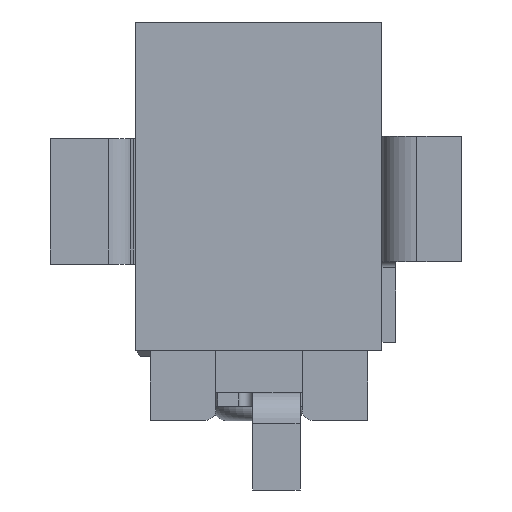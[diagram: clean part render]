
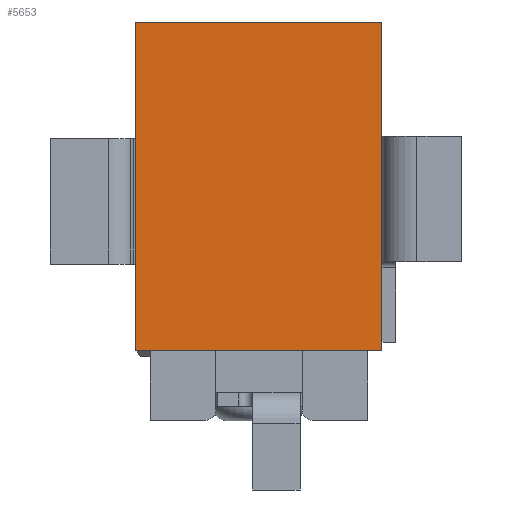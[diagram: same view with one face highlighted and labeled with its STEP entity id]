
A CAD part, front view. The second image highlights one B-rep face of the part: STEP entity #5653.
In plain terms, the highlighted planar face has unit normal (0, -1, 0).
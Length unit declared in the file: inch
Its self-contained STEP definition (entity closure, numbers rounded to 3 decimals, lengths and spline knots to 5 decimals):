
#178 = DIRECTION ( 'NONE',  ( 0., -1., 0. ) ) ;
#428 = CARTESIAN_POINT ( 'NONE',  ( -0.18408, 0.00331, -0.218 ) ) ;
#511 = ORIENTED_EDGE ( 'NONE', *, *, #2572, .T. ) ;
#625 = LINE ( 'NONE', #428, #4820 ) ;
#761 = ORIENTED_EDGE ( 'NONE', *, *, #4831, .T. ) ;
#1087 = LINE ( 'NONE', #3354, #1467 ) ;
#1285 = FACE_OUTER_BOUND ( 'NONE', #1939, .T. ) ;
#1286 = VERTEX_POINT ( 'NONE', #4533 ) ;
#1467 = VECTOR ( 'NONE', #5829, 39.37008 ) ;
#1477 = DIRECTION ( 'NONE',  ( -1., 0., 0. ) ) ;
#1700 = EDGE_CURVE ( 'NONE', #3574, #1974, #1087, .T. ) ;
#1769 = DIRECTION ( 'NONE',  ( 0., 0., -1. ) ) ;
#1812 = EDGE_CURVE ( 'NONE', #1286, #3574, #625, .T. ) ;
#1939 = EDGE_LOOP ( 'NONE', ( #761, #3401, #3207, #511 ) ) ;
#1974 = VERTEX_POINT ( 'NONE', #3457 ) ;
#2001 = CARTESIAN_POINT ( 'NONE',  ( -0.18408, 0.00331, 0.254 ) ) ;
#2403 = CARTESIAN_POINT ( 'NONE',  ( -0.177, 0.00331, 0.254 ) ) ;
#2436 = LINE ( 'NONE', #6179, #4044 ) ;
#2572 = EDGE_CURVE ( 'NONE', #1974, #4930, #3294, .T. ) ;
#2829 = DIRECTION ( 'NONE',  ( 1., 0., 0. ) ) ;
#3207 = ORIENTED_EDGE ( 'NONE', *, *, #1700, .T. ) ;
#3294 = LINE ( 'NONE', #2001, #4442 ) ;
#3354 = CARTESIAN_POINT ( 'NONE',  ( 0.177, 0.00331, 0.11528 ) ) ;
#3401 = ORIENTED_EDGE ( 'NONE', *, *, #1812, .T. ) ;
#3457 = CARTESIAN_POINT ( 'NONE',  ( 0.177, 0.00331, 0.254 ) ) ;
#3574 = VERTEX_POINT ( 'NONE', #6015 ) ;
#4044 = VECTOR ( 'NONE', #1769, 39.37008 ) ;
#4442 = VECTOR ( 'NONE', #1477, 39.37008 ) ;
#4533 = CARTESIAN_POINT ( 'NONE',  ( -0.177, 0.00331, -0.218 ) ) ;
#4811 = DIRECTION ( 'NONE',  ( 1., 0., 0. ) ) ;
#4820 = VECTOR ( 'NONE', #4811, 39.37008 ) ;
#4831 = EDGE_CURVE ( 'NONE', #4930, #1286, #2436, .T. ) ;
#4930 = VERTEX_POINT ( 'NONE', #2403 ) ;
#5462 = AXIS2_PLACEMENT_3D ( 'NONE', #5867, #178, #2829 ) ;
#5613 = PLANE ( 'NONE',  #5462 ) ;
#5653 = ADVANCED_FACE ( 'NONE', ( #1285 ), #5613, .T. ) ;
#5829 = DIRECTION ( 'NONE',  ( 0., 0., 1. ) ) ;
#5867 = CARTESIAN_POINT ( 'NONE',  ( -0.18408, 0.00331, 0.11528 ) ) ;
#6015 = CARTESIAN_POINT ( 'NONE',  ( 0.177, 0.00331, -0.218 ) ) ;
#6179 = CARTESIAN_POINT ( 'NONE',  ( -0.177, 0.00331, 0.11528 ) ) ;
